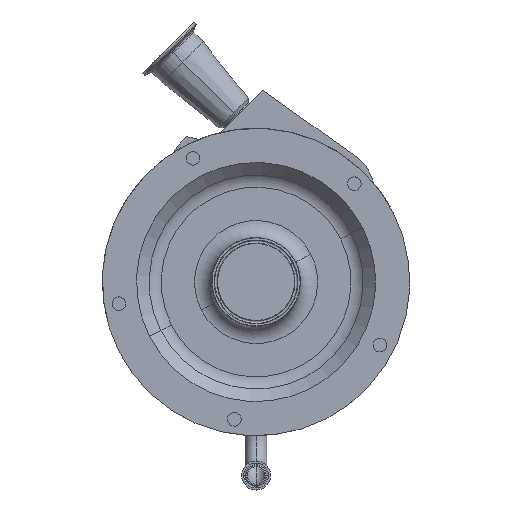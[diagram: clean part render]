
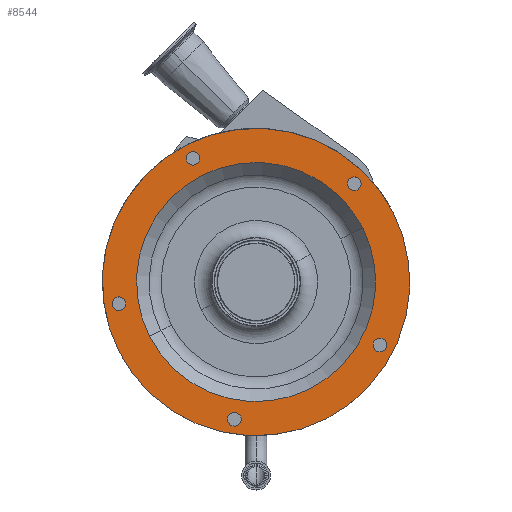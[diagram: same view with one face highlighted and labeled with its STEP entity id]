
A CAD part, top view. The second image highlights one B-rep face of the part: STEP entity #8544.
In plain terms, the highlighted planar face has unit normal (0, 0, 1).
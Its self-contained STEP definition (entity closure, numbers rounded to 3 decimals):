
#102 = EDGE_CURVE ( 'NONE', #16056, #4532, #923, .T. ) ;
#258 = EDGE_LOOP ( 'NONE', ( #14418, #12345 ) ) ;
#424 = CARTESIAN_POINT ( 'NONE',  ( 83.543, 80.921, 222. ) ) ;
#782 = VERTEX_POINT ( 'NONE', #16854 ) ;
#826 = CARTESIAN_POINT ( 'NONE',  ( -19.085, -120.498, 222. ) ) ;
#923 = CIRCLE ( 'NONE', #3025, 6. ) ;
#1105 = FACE_BOUND ( 'NONE', #258, .T. ) ;
#1182 = VERTEX_POINT ( 'NONE', #15036 ) ;
#1253 = EDGE_CURVE ( 'NONE', #4580, #18070, #12111, .T. ) ;
#1334 = AXIS2_PLACEMENT_3D ( 'NONE', #17965, #3448, #10635 ) ;
#1412 = VERTEX_POINT ( 'NONE', #14186 ) ;
#1902 = DIRECTION ( 'NONE',  ( 0., 0., 1. ) ) ;
#1947 = AXIS2_PLACEMENT_3D ( 'NONE', #6870, #2527, #12462 ) ;
#2100 = EDGE_LOOP ( 'NONE', ( #2998, #8301 ) ) ;
#2283 = EDGE_CURVE ( 'NONE', #1412, #8974, #17293, .T. ) ;
#2337 = CARTESIAN_POINT ( 'NONE',  ( -120.498, -19.085, 222. ) ) ;
#2384 = DIRECTION ( 'NONE',  ( 0.891, 0.454, 0. ) ) ;
#2432 = DIRECTION ( 'NONE',  ( -0.156, 0.988, 0. ) ) ;
#2475 = AXIS2_PLACEMENT_3D ( 'NONE', #826, #12081, #11988 ) ;
#2527 = DIRECTION ( 'NONE',  ( 0., 0., -1. ) ) ;
#2555 = DIRECTION ( 'NONE',  ( 0.891, 0.454, 0. ) ) ;
#2617 = FACE_BOUND ( 'NONE', #2100, .T. ) ;
#2756 = EDGE_CURVE ( 'NONE', #8629, #17405, #9115, .T. ) ;
#2914 = DIRECTION ( 'NONE',  ( -0.454, -0.891, 0. ) ) ;
#2918 = EDGE_CURVE ( 'NONE', #14792, #1182, #14288, .T. ) ;
#2941 = CIRCLE ( 'NONE', #9282, 6. ) ;
#2998 = ORIENTED_EDGE ( 'NONE', *, *, #2283, .F. ) ;
#3016 = DIRECTION ( 'NONE',  ( 0., 0., 1. ) ) ;
#3025 = AXIS2_PLACEMENT_3D ( 'NONE', #5658, #5749, #2914 ) ;
#3202 = CARTESIAN_POINT ( 'NONE',  ( 86.267, 86.267, 222. ) ) ;
#3305 = AXIS2_PLACEMENT_3D ( 'NONE', #5013, #1902, #9163 ) ;
#3448 = DIRECTION ( 'NONE',  ( 0., 0., 1. ) ) ;
#3501 = EDGE_CURVE ( 'NONE', #15940, #782, #10683, .T. ) ;
#3545 = AXIS2_PLACEMENT_3D ( 'NONE', #16700, #3719, #16983 ) ;
#3719 = DIRECTION ( 'NONE',  ( 0., 0., 1. ) ) ;
#3774 = DIRECTION ( 'NONE',  ( 0., 0., 1. ) ) ;
#3973 = CARTESIAN_POINT ( 'NONE',  ( 114.629, -56.325, 222. ) ) ;
#4042 = FACE_BOUND ( 'NONE', #11148, .T. ) ;
#4325 = ORIENTED_EDGE ( 'NONE', *, *, #1253, .F. ) ;
#4348 = ORIENTED_EDGE ( 'NONE', *, *, #8815, .F. ) ;
#4532 = VERTEX_POINT ( 'NONE', #13023 ) ;
#4580 = VERTEX_POINT ( 'NONE', #10268 ) ;
#4584 = AXIS2_PLACEMENT_3D ( 'NONE', #3202, #3016, #14671 ) ;
#4597 = CARTESIAN_POINT ( 'NONE',  ( 0., 0., 222. ) ) ;
#4623 = ORIENTED_EDGE ( 'NONE', *, *, #2918, .T. ) ;
#4891 = EDGE_CURVE ( 'NONE', #17538, #12372, #18359, .T. ) ;
#4951 = CIRCLE ( 'NONE', #1334, 6. ) ;
#4952 = CARTESIAN_POINT ( 'NONE',  ( -55.387, 108.703, 222. ) ) ;
#5013 = CARTESIAN_POINT ( 'NONE',  ( 86.267, 86.267, 222. ) ) ;
#5115 = EDGE_LOOP ( 'NONE', ( #11567, #4623 ) ) ;
#5322 = EDGE_CURVE ( 'NONE', #782, #15940, #2941, .T. ) ;
#5614 = DIRECTION ( 'NONE',  ( 0.891, 0.454, 0. ) ) ;
#5658 = CARTESIAN_POINT ( 'NONE',  ( 108.703, -55.387, 222. ) ) ;
#5749 = DIRECTION ( 'NONE',  ( 0., 0., 1. ) ) ;
#6038 = AXIS2_PLACEMENT_3D ( 'NONE', #16751, #3774, #9529 ) ;
#6084 = DIRECTION ( 'NONE',  ( 0., 0., 1. ) ) ;
#6093 = AXIS2_PLACEMENT_3D ( 'NONE', #8363, #9692, #5614 ) ;
#6536 = CARTESIAN_POINT ( 'NONE',  ( -55.387, 108.703, 222. ) ) ;
#6633 = DIRECTION ( 'NONE',  ( 0., 0., 1. ) ) ;
#6661 = ORIENTED_EDGE ( 'NONE', *, *, #102, .F. ) ;
#6870 = CARTESIAN_POINT ( 'NONE',  ( -17.706, 34.749, 222. ) ) ;
#7813 = FACE_OUTER_BOUND ( 'NONE', #5115, .T. ) ;
#8301 = ORIENTED_EDGE ( 'NONE', *, *, #17403, .F. ) ;
#8363 = CARTESIAN_POINT ( 'NONE',  ( 0., 0., 222. ) ) ;
#8544 = ADVANCED_FACE ( 'NONE', ( #7813, #2617, #4042, #11040, #10942, #1105, #16831 ), #9521, .F. ) ;
#8629 = VERTEX_POINT ( 'NONE', #12560 ) ;
#8815 = EDGE_CURVE ( 'NONE', #4532, #16056, #4951, .T. ) ;
#8836 = CARTESIAN_POINT ( 'NONE',  ( -18.146, -126.424, 222. ) ) ;
#8837 = AXIS2_PLACEMENT_3D ( 'NONE', #17469, #6084, #10245 ) ;
#8906 = ORIENTED_EDGE ( 'NONE', *, *, #17758, .F. ) ;
#8974 = VERTEX_POINT ( 'NONE', #424 ) ;
#9115 = CIRCLE ( 'NONE', #17609, 105. ) ;
#9163 = DIRECTION ( 'NONE',  ( 0.707, -0.707, 0. ) ) ;
#9214 = EDGE_LOOP ( 'NONE', ( #14284, #13796 ) ) ;
#9282 = AXIS2_PLACEMENT_3D ( 'NONE', #6536, #6633, #2384 ) ;
#9284 = DIRECTION ( 'NONE',  ( 0.891, 0.454, 0. ) ) ;
#9361 = CIRCLE ( 'NONE', #6038, 6. ) ;
#9521 = PLANE ( 'NONE',  #1947 ) ;
#9529 = DIRECTION ( 'NONE',  ( -0.156, 0.988, 0. ) ) ;
#9692 = DIRECTION ( 'NONE',  ( 0., 0., 1. ) ) ;
#9905 = DIRECTION ( 'NONE',  ( 0., 0., 1. ) ) ;
#10137 = AXIS2_PLACEMENT_3D ( 'NONE', #2337, #12350, #2432 ) ;
#10159 = ORIENTED_EDGE ( 'NONE', *, *, #4891, .F. ) ;
#10160 = DIRECTION ( 'NONE',  ( 0., 0., 1. ) ) ;
#10245 = DIRECTION ( 'NONE',  ( 0.891, 0.454, 0. ) ) ;
#10268 = CARTESIAN_POINT ( 'NONE',  ( -20.024, -114.572, 222. ) ) ;
#10635 = DIRECTION ( 'NONE',  ( -0.454, -0.891, 0. ) ) ;
#10683 = CIRCLE ( 'NONE', #11284, 6. ) ;
#10942 = FACE_BOUND ( 'NONE', #15412, .T. ) ;
#11019 = EDGE_CURVE ( 'NONE', #18070, #4580, #11697, .T. ) ;
#11040 = FACE_BOUND ( 'NONE', #18718, .T. ) ;
#11148 = EDGE_LOOP ( 'NONE', ( #6661, #4348 ) ) ;
#11284 = AXIS2_PLACEMENT_3D ( 'NONE', #4952, #16509, #9284 ) ;
#11354 = ORIENTED_EDGE ( 'NONE', *, *, #11019, .F. ) ;
#11567 = ORIENTED_EDGE ( 'NONE', *, *, #16037, .T. ) ;
#11697 = CIRCLE ( 'NONE', #3545, 6. ) ;
#11929 = CARTESIAN_POINT ( 'NONE',  ( -120.286, -61.289, 222. ) ) ;
#11988 = DIRECTION ( 'NONE',  ( -0.988, 0.156, 0. ) ) ;
#12081 = DIRECTION ( 'NONE',  ( 0., 0., 1. ) ) ;
#12111 = CIRCLE ( 'NONE', #2475, 6. ) ;
#12285 = CARTESIAN_POINT ( 'NONE',  ( -51.144, 104.46, 222. ) ) ;
#12345 = ORIENTED_EDGE ( 'NONE', *, *, #3501, .F. ) ;
#12350 = DIRECTION ( 'NONE',  ( 0., 0., 1. ) ) ;
#12372 = VERTEX_POINT ( 'NONE', #17905 ) ;
#12462 = DIRECTION ( 'NONE',  ( 0., -1., 0. ) ) ;
#12560 = CARTESIAN_POINT ( 'NONE',  ( 93.556, 47.669, 222. ) ) ;
#13023 = CARTESIAN_POINT ( 'NONE',  ( 102.777, -54.448, 222. ) ) ;
#13070 = CIRCLE ( 'NONE', #17026, 135. ) ;
#13796 = ORIENTED_EDGE ( 'NONE', *, *, #14125, .F. ) ;
#14016 = CARTESIAN_POINT ( 'NONE',  ( 0., 0., 222. ) ) ;
#14125 = EDGE_CURVE ( 'NONE', #17405, #8629, #14615, .T. ) ;
#14186 = CARTESIAN_POINT ( 'NONE',  ( 88.991, 91.613, 222. ) ) ;
#14284 = ORIENTED_EDGE ( 'NONE', *, *, #2756, .F. ) ;
#14288 = CIRCLE ( 'NONE', #6093, 135. ) ;
#14418 = ORIENTED_EDGE ( 'NONE', *, *, #5322, .F. ) ;
#14615 = CIRCLE ( 'NONE', #8837, 105. ) ;
#14671 = DIRECTION ( 'NONE',  ( 0.707, -0.707, 0. ) ) ;
#14730 = CARTESIAN_POINT ( 'NONE',  ( -125.844, -21.809, 222. ) ) ;
#14792 = VERTEX_POINT ( 'NONE', #11929 ) ;
#14972 = CARTESIAN_POINT ( 'NONE',  ( -93.556, -47.669, 222. ) ) ;
#15036 = CARTESIAN_POINT ( 'NONE',  ( 120.286, 61.289, 222. ) ) ;
#15412 = EDGE_LOOP ( 'NONE', ( #10159, #8906 ) ) ;
#15940 = VERTEX_POINT ( 'NONE', #12285 ) ;
#15964 = DIRECTION ( 'NONE',  ( 0.891, 0.454, 0. ) ) ;
#15991 = CIRCLE ( 'NONE', #3305, 6. ) ;
#16037 = EDGE_CURVE ( 'NONE', #1182, #14792, #13070, .T. ) ;
#16056 = VERTEX_POINT ( 'NONE', #3973 ) ;
#16509 = DIRECTION ( 'NONE',  ( 0., 0., 1. ) ) ;
#16700 = CARTESIAN_POINT ( 'NONE',  ( -19.085, -120.498, 222. ) ) ;
#16751 = CARTESIAN_POINT ( 'NONE',  ( -120.498, -19.085, 222. ) ) ;
#16831 = FACE_BOUND ( 'NONE', #9214, .T. ) ;
#16854 = CARTESIAN_POINT ( 'NONE',  ( -59.629, 112.945, 222. ) ) ;
#16983 = DIRECTION ( 'NONE',  ( -0.988, 0.156, 0. ) ) ;
#17026 = AXIS2_PLACEMENT_3D ( 'NONE', #14016, #9905, #2555 ) ;
#17293 = CIRCLE ( 'NONE', #4584, 6. ) ;
#17403 = EDGE_CURVE ( 'NONE', #8974, #1412, #15991, .T. ) ;
#17405 = VERTEX_POINT ( 'NONE', #14972 ) ;
#17469 = CARTESIAN_POINT ( 'NONE',  ( 0., 0., 222. ) ) ;
#17538 = VERTEX_POINT ( 'NONE', #14730 ) ;
#17609 = AXIS2_PLACEMENT_3D ( 'NONE', #4597, #10160, #15964 ) ;
#17758 = EDGE_CURVE ( 'NONE', #12372, #17538, #9361, .T. ) ;
#17905 = CARTESIAN_POINT ( 'NONE',  ( -115.152, -16.361, 222. ) ) ;
#17965 = CARTESIAN_POINT ( 'NONE',  ( 108.703, -55.387, 222. ) ) ;
#18070 = VERTEX_POINT ( 'NONE', #8836 ) ;
#18359 = CIRCLE ( 'NONE', #10137, 6. ) ;
#18718 = EDGE_LOOP ( 'NONE', ( #11354, #4325 ) ) ;
